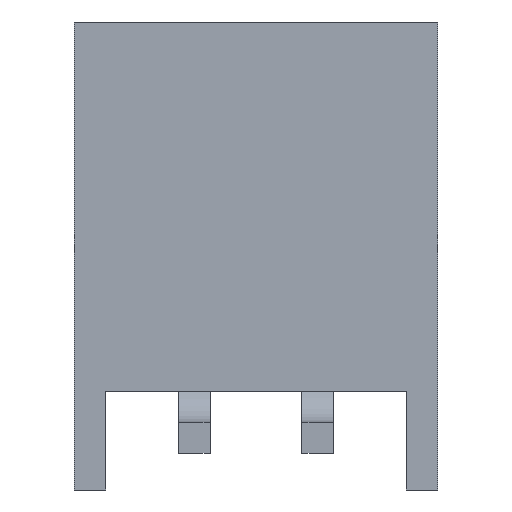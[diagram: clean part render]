
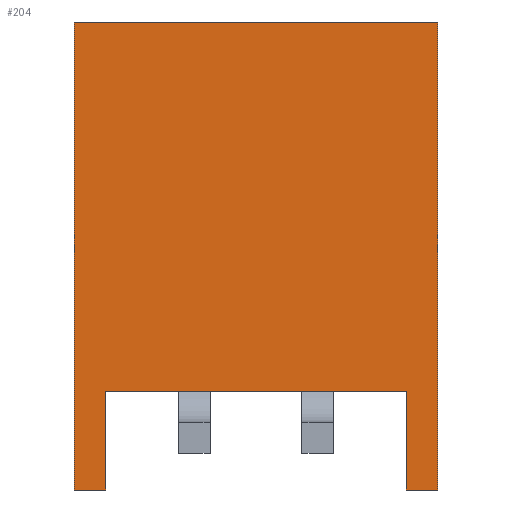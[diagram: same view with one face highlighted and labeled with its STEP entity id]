
A CAD part, front view. The second image highlights one B-rep face of the part: STEP entity #204.
In plain terms, the highlighted planar face has unit normal (0, -1, 0).
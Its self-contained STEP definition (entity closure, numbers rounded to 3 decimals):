
#10 = EDGE_CURVE ( 'NONE', #1241, #1102, #1572, .T. ) ;
#17 = EDGE_LOOP ( 'NONE', ( #633, #1233, #572, #1223, #551, #1695, #1113, #1506 ) ) ;
#35 = CARTESIAN_POINT ( 'NONE',  ( 2.95, -2.4, -1.6 ) ) ;
#44 = VECTOR ( 'NONE', #595, 1000. ) ;
#67 = CARTESIAN_POINT ( 'NONE',  ( 2.442, -2.4, 0. ) ) ;
#112 = DIRECTION ( 'NONE',  ( 1., 0., 0. ) ) ;
#131 = VECTOR ( 'NONE', #215, 1000. ) ;
#159 = CARTESIAN_POINT ( 'NONE',  ( -2.442, -2.4, -1.6 ) ) ;
#204 = ADVANCED_FACE ( 'NONE', ( #717 ), #1462, .F. ) ;
#215 = DIRECTION ( 'NONE',  ( 0., 0., -1. ) ) ;
#281 = VECTOR ( 'NONE', #1833, 1000. ) ;
#312 = VERTEX_POINT ( 'NONE', #35 ) ;
#314 = EDGE_CURVE ( 'NONE', #873, #1241, #833, .T. ) ;
#348 = DIRECTION ( 'NONE',  ( -1., 0., 0. ) ) ;
#397 = VERTEX_POINT ( 'NONE', #993 ) ;
#408 = LINE ( 'NONE', #1327, #1475 ) ;
#452 = VECTOR ( 'NONE', #1719, 1000. ) ;
#461 = CARTESIAN_POINT ( 'NONE',  ( 2.442, -2.4, -1.6 ) ) ;
#503 = LINE ( 'NONE', #1822, #131 ) ;
#505 = DIRECTION ( 'NONE',  ( 0., 0., -1. ) ) ;
#531 = EDGE_CURVE ( 'NONE', #534, #981, #503, .T. ) ;
#534 = VERTEX_POINT ( 'NONE', #887 ) ;
#551 = ORIENTED_EDGE ( 'NONE', *, *, #10, .T. ) ;
#572 = ORIENTED_EDGE ( 'NONE', *, *, #1649, .T. ) ;
#595 = DIRECTION ( 'NONE',  ( 1., 0., 0. ) ) ;
#613 = DIRECTION ( 'NONE',  ( 0., 0., 1. ) ) ;
#633 = ORIENTED_EDGE ( 'NONE', *, *, #531, .T. ) ;
#705 = AXIS2_PLACEMENT_3D ( 'NONE', #1599, #1311, #348 ) ;
#715 = CARTESIAN_POINT ( 'NONE',  ( 2.442, -2.4, -1.6 ) ) ;
#717 = FACE_OUTER_BOUND ( 'NONE', #17, .T. ) ;
#745 = CARTESIAN_POINT ( 'NONE',  ( 2.95, -2.4, 0. ) ) ;
#800 = LINE ( 'NONE', #461, #44 ) ;
#833 = LINE ( 'NONE', #745, #452 ) ;
#873 = VERTEX_POINT ( 'NONE', #924 ) ;
#878 = CARTESIAN_POINT ( 'NONE',  ( -2.442, -2.4, -1.6 ) ) ;
#881 = VECTOR ( 'NONE', #613, 1000. ) ;
#887 = CARTESIAN_POINT ( 'NONE',  ( -2.95, -2.4, 6. ) ) ;
#913 = DIRECTION ( 'NONE',  ( 0., 0., -1. ) ) ;
#924 = CARTESIAN_POINT ( 'NONE',  ( -2.442, -2.4, 0. ) ) ;
#958 = CARTESIAN_POINT ( 'NONE',  ( -2.95, -2.4, -1.6 ) ) ;
#981 = VERTEX_POINT ( 'NONE', #958 ) ;
#993 = CARTESIAN_POINT ( 'NONE',  ( 2.95, -2.4, 6. ) ) ;
#1027 = LINE ( 'NONE', #1654, #1736 ) ;
#1085 = EDGE_CURVE ( 'NONE', #1259, #981, #1768, .T. ) ;
#1102 = VERTEX_POINT ( 'NONE', #715 ) ;
#1113 = ORIENTED_EDGE ( 'NONE', *, *, #1332, .F. ) ;
#1194 = VECTOR ( 'NONE', #913, 1000. ) ;
#1215 = EDGE_CURVE ( 'NONE', #1102, #312, #800, .T. ) ;
#1223 = ORIENTED_EDGE ( 'NONE', *, *, #314, .T. ) ;
#1233 = ORIENTED_EDGE ( 'NONE', *, *, #1085, .F. ) ;
#1241 = VERTEX_POINT ( 'NONE', #1575 ) ;
#1247 = LINE ( 'NONE', #1442, #881 ) ;
#1259 = VERTEX_POINT ( 'NONE', #878 ) ;
#1311 = DIRECTION ( 'NONE',  ( 0., 1., 0. ) ) ;
#1327 = CARTESIAN_POINT ( 'NONE',  ( 2.95, -2.4, 6. ) ) ;
#1332 = EDGE_CURVE ( 'NONE', #397, #312, #408, .T. ) ;
#1442 = CARTESIAN_POINT ( 'NONE',  ( -2.442, -2.4, -1.6 ) ) ;
#1462 = PLANE ( 'NONE',  #705 ) ;
#1475 = VECTOR ( 'NONE', #505, 1000. ) ;
#1506 = ORIENTED_EDGE ( 'NONE', *, *, #1562, .F. ) ;
#1562 = EDGE_CURVE ( 'NONE', #534, #397, #1027, .T. ) ;
#1572 = LINE ( 'NONE', #67, #1194 ) ;
#1575 = CARTESIAN_POINT ( 'NONE',  ( 2.442, -2.4, 0. ) ) ;
#1599 = CARTESIAN_POINT ( 'NONE',  ( 2.95, -2.4, 6. ) ) ;
#1649 = EDGE_CURVE ( 'NONE', #1259, #873, #1247, .T. ) ;
#1654 = CARTESIAN_POINT ( 'NONE',  ( 2.95, -2.4, 6. ) ) ;
#1695 = ORIENTED_EDGE ( 'NONE', *, *, #1215, .T. ) ;
#1719 = DIRECTION ( 'NONE',  ( 1., 0., 0. ) ) ;
#1736 = VECTOR ( 'NONE', #112, 1000. ) ;
#1768 = LINE ( 'NONE', #159, #281 ) ;
#1822 = CARTESIAN_POINT ( 'NONE',  ( -2.95, -2.4, 6. ) ) ;
#1833 = DIRECTION ( 'NONE',  ( -1., 0., 0. ) ) ;
